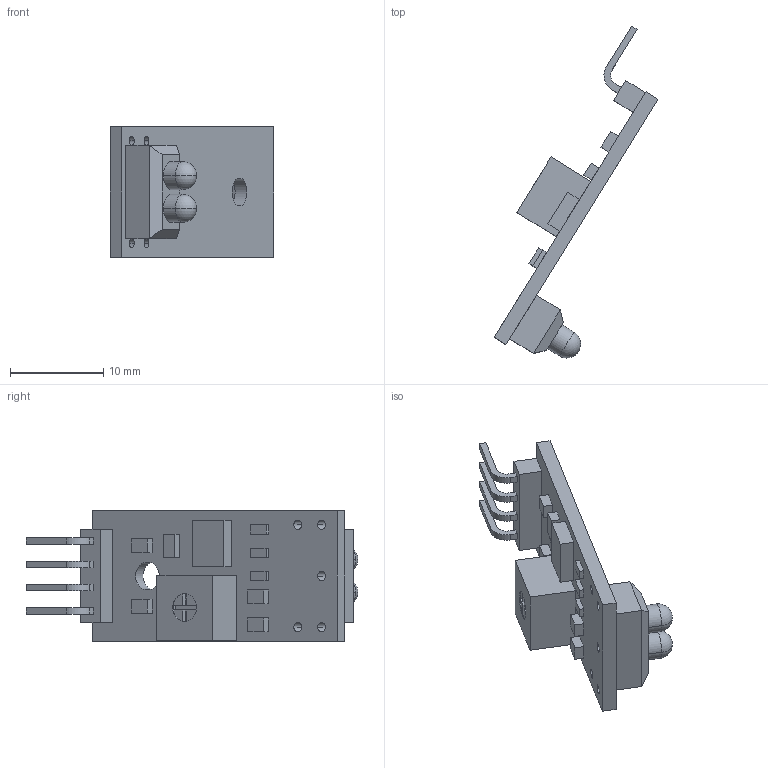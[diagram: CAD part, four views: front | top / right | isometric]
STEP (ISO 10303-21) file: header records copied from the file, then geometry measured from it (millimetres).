
FILE_DESCRIPTION (( 'STEP AP214' ), '1' );
FILE_NAME ('TCRT5000mod.STEP', '2023-01-13T09:08:55', ( '' ), ( '' ), 'SwSTEP 2.0', 'SolidWorks 2022', '' );
FILE_SCHEMA (( 'AUTOMOTIVE_DESIGN' ));
Length unit declared in the file: millimetre
Products named in the file (1): TCRT5000mod
Bounding box: 17.6 x 35.65 x 14 mm (x, y, z)
Volume: 1249.6 mm3; surface area: 1656 mm2
Topology: 2 solids, 2 shells, 154 faces, 389 edges, 254 vertices
Faces by surface type: plane 124, cylinder 26, sphere 4
Entity records: 5911 total; most frequent: CARTESIAN_POINT 789, ORIENTED_EDGE 762, DIRECTION 753, EDGE_CURVE 381, VECTOR 317, LINE 317, VERTEX_POINT 250, AXIS2_PLACEMENT_3D 218
